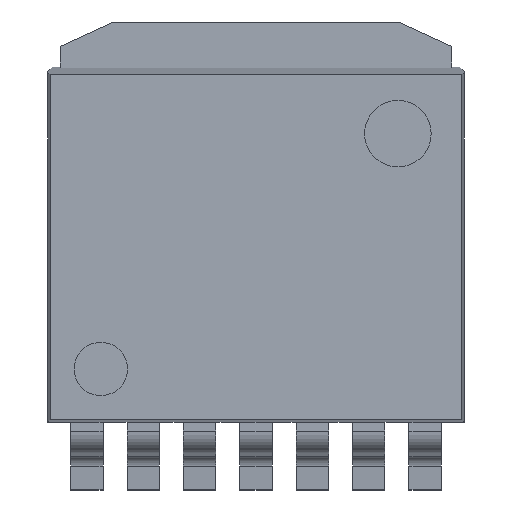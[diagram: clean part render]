
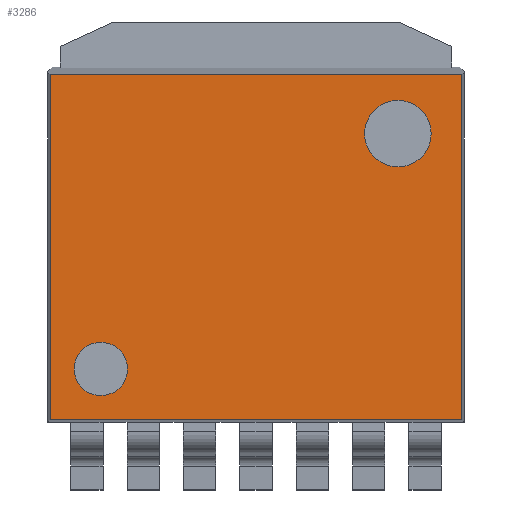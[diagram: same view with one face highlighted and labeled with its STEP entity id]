
A CAD part, top view. The second image highlights one B-rep face of the part: STEP entity #3286.
In plain terms, the highlighted planar face has unit normal (0, 0, 1).
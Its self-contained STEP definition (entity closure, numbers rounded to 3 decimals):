
#58 = CARTESIAN_POINT ( 'NONE',  ( 9.333, -1.184, 1.905 ) ) ;
#63 = DIRECTION ( 'NONE',  ( 0., 0., 1. ) ) ;
#80 = DIRECTION ( 'NONE',  ( 0., 0., 1. ) ) ;
#87 = DIRECTION ( 'NONE',  ( 0., 1., 0. ) ) ;
#213 = EDGE_CURVE ( 'NONE', #982, #530, #3364, .T. ) ;
#386 = ORIENTED_EDGE ( 'NONE', *, *, #1073, .F. ) ;
#530 = VERTEX_POINT ( 'NONE', #4832 ) ;
#559 = EDGE_CURVE ( 'NONE', #4005, #3679, #2541, .T. ) ;
#620 = ORIENTED_EDGE ( 'NONE', *, *, #1114, .T. ) ;
#667 = ORIENTED_EDGE ( 'NONE', *, *, #807, .F. ) ;
#679 = CIRCLE ( 'NONE', #1466, 0.6 ) ;
#785 = DIRECTION ( 'NONE',  ( 0., 0., 1. ) ) ;
#807 = EDGE_CURVE ( 'NONE', #5165, #2163, #679, .T. ) ;
#869 = VECTOR ( 'NONE', #3480, 1000. ) ;
#978 = CARTESIAN_POINT ( 'NONE',  ( 7.89, -2.517, 1.905 ) ) ;
#982 = VERTEX_POINT ( 'NONE', #58 ) ;
#1073 = EDGE_CURVE ( 'NONE', #2163, #5165, #4285, .T. ) ;
#1104 = ORIENTED_EDGE ( 'NONE', *, *, #5704, .F. ) ;
#1114 = EDGE_CURVE ( 'NONE', #530, #4005, #4944, .T. ) ;
#1393 = CARTESIAN_POINT ( 'NONE',  ( 1.8, -7.817, 1.905 ) ) ;
#1466 = AXIS2_PLACEMENT_3D ( 'NONE', #2938, #2474, #4334 ) ;
#1641 = CARTESIAN_POINT ( 'NONE',  ( 0.057, -8.961, 1.905 ) ) ;
#1727 = ORIENTED_EDGE ( 'NONE', *, *, #3466, .F. ) ;
#1796 = EDGE_LOOP ( 'NONE', ( #667, #386 ) ) ;
#1868 = VECTOR ( 'NONE', #87, 1000. ) ;
#1871 = AXIS2_PLACEMENT_3D ( 'NONE', #4431, #5396, #2672 ) ;
#1927 = DIRECTION ( 'NONE',  ( 1., 0., 0. ) ) ;
#2163 = VERTEX_POINT ( 'NONE', #3555 ) ;
#2171 = DIRECTION ( 'NONE',  ( 1., 0., 0. ) ) ;
#2231 = VECTOR ( 'NONE', #3312, 1000. ) ;
#2340 = FACE_OUTER_BOUND ( 'NONE', #5576, .T. ) ;
#2474 = DIRECTION ( 'NONE',  ( 0., 0., 1. ) ) ;
#2541 = LINE ( 'NONE', #5757, #869 ) ;
#2630 = CARTESIAN_POINT ( 'NONE',  ( 1.2, -7.817, 1.905 ) ) ;
#2672 = DIRECTION ( 'NONE',  ( 1., 0., 0. ) ) ;
#2771 = FACE_BOUND ( 'NONE', #4984, .T. ) ;
#2857 = DIRECTION ( 'NONE',  ( 1., 0., 0. ) ) ;
#2938 = CARTESIAN_POINT ( 'NONE',  ( 1.2, -7.817, 1.905 ) ) ;
#2995 = EDGE_CURVE ( 'NONE', #3679, #982, #4591, .T. ) ;
#3017 = AXIS2_PLACEMENT_3D ( 'NONE', #2630, #785, #2171 ) ;
#3286 = ADVANCED_FACE ( 'NONE', ( #3714, #2771, #2340 ), #4196, .T. ) ;
#3296 = CARTESIAN_POINT ( 'NONE',  ( 0.057, -8.961, 1.905 ) ) ;
#3312 = DIRECTION ( 'NONE',  ( -1., 0., 0. ) ) ;
#3364 = LINE ( 'NONE', #5642, #2231 ) ;
#3466 = EDGE_CURVE ( 'NONE', #5331, #3758, #4190, .T. ) ;
#3477 = DIRECTION ( 'NONE',  ( 0., -1., 0. ) ) ;
#3480 = DIRECTION ( 'NONE',  ( 1., 0., 0. ) ) ;
#3555 = CARTESIAN_POINT ( 'NONE',  ( 0.6, -7.817, 1.905 ) ) ;
#3632 = CARTESIAN_POINT ( 'NONE',  ( 9.333, -8.961, 1.905 ) ) ;
#3679 = VERTEX_POINT ( 'NONE', #3632 ) ;
#3714 = FACE_BOUND ( 'NONE', #1796, .T. ) ;
#3758 = VERTEX_POINT ( 'NONE', #4245 ) ;
#4005 = VERTEX_POINT ( 'NONE', #3296 ) ;
#4190 = CIRCLE ( 'NONE', #1871, 0.75 ) ;
#4196 = PLANE ( 'NONE',  #4572 ) ;
#4210 = ORIENTED_EDGE ( 'NONE', *, *, #559, .T. ) ;
#4229 = CARTESIAN_POINT ( 'NONE',  ( 0., 0., 1.905 ) ) ;
#4245 = CARTESIAN_POINT ( 'NONE',  ( 8.64, -2.517, 1.905 ) ) ;
#4285 = CIRCLE ( 'NONE', #3017, 0.6 ) ;
#4334 = DIRECTION ( 'NONE',  ( 1., 0., 0. ) ) ;
#4431 = CARTESIAN_POINT ( 'NONE',  ( 7.89, -2.517, 1.905 ) ) ;
#4572 = AXIS2_PLACEMENT_3D ( 'NONE', #4229, #80, #1927 ) ;
#4591 = LINE ( 'NONE', #5504, #1868 ) ;
#4832 = CARTESIAN_POINT ( 'NONE',  ( 0.057, -1.184, 1.905 ) ) ;
#4944 = LINE ( 'NONE', #1641, #5603 ) ;
#4984 = EDGE_LOOP ( 'NONE', ( #1104, #1727 ) ) ;
#5165 = VERTEX_POINT ( 'NONE', #1393 ) ;
#5247 = CIRCLE ( 'NONE', #5945, 0.75 ) ;
#5322 = ORIENTED_EDGE ( 'NONE', *, *, #2995, .T. ) ;
#5331 = VERTEX_POINT ( 'NONE', #5863 ) ;
#5396 = DIRECTION ( 'NONE',  ( 0., 0., 1. ) ) ;
#5504 = CARTESIAN_POINT ( 'NONE',  ( 9.333, 0., 1.905 ) ) ;
#5531 = ORIENTED_EDGE ( 'NONE', *, *, #213, .T. ) ;
#5576 = EDGE_LOOP ( 'NONE', ( #4210, #5322, #5531, #620 ) ) ;
#5603 = VECTOR ( 'NONE', #3477, 1000. ) ;
#5642 = CARTESIAN_POINT ( 'NONE',  ( 0., -1.184, 1.905 ) ) ;
#5704 = EDGE_CURVE ( 'NONE', #3758, #5331, #5247, .T. ) ;
#5757 = CARTESIAN_POINT ( 'NONE',  ( 9.39, -8.961, 1.905 ) ) ;
#5863 = CARTESIAN_POINT ( 'NONE',  ( 7.14, -2.517, 1.905 ) ) ;
#5945 = AXIS2_PLACEMENT_3D ( 'NONE', #978, #63, #2857 ) ;
